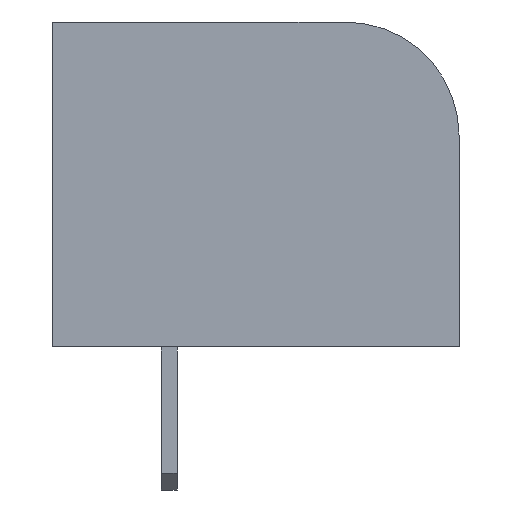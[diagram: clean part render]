
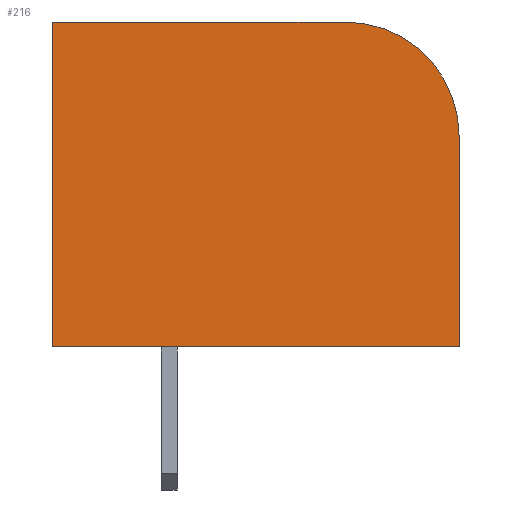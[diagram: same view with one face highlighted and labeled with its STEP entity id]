
A CAD part, left-side view. The second image highlights one B-rep face of the part: STEP entity #216.
In plain terms, the highlighted planar face has unit normal (-1, 0, 0).
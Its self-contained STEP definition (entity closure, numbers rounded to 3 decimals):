
#13=DIRECTION('',(0.,0.,1.));
#21=EDGE_CURVE('',#22,#24,#26,.T.);
#22=VERTEX_POINT('',#23);
#23=CARTESIAN_POINT('',(-5.5,-12.7,0.));
#24=VERTEX_POINT('',#25);
#25=CARTESIAN_POINT('',(-5.5,-12.7,9.2));
#26=LINE('',#23,#27);
#27=VECTOR('',#13,1.);
#34=DIRECTION('',(1.,0.,0.));
#216=ADVANCED_FACE('',(#217),#243,.F.);
#217=FACE_BOUND('',#218,.F.);
#218=EDGE_LOOP('',(#219,#220,#227,#232,#237));
#219=ORIENTED_EDGE('',*,*,#21,.F.);
#220=ORIENTED_EDGE('',*,*,#221,.F.);
#221=EDGE_CURVE('',#222,#22,#224,.T.);
#222=VERTEX_POINT('',#223);
#223=CARTESIAN_POINT('',(-5.5,5.1,0.));
#224=LINE('',#223,#225);
#225=VECTOR('',#226,1.);
#226=DIRECTION('',(0.,-1.,0.));
#227=ORIENTED_EDGE('',*,*,#228,.T.);
#228=EDGE_CURVE('',#222,#229,#231,.T.);
#229=VERTEX_POINT('',#230);
#230=CARTESIAN_POINT('',(-5.5,5.1,14.2));
#231=LINE('',#223,#27);
#232=ORIENTED_EDGE('',*,*,#233,.T.);
#233=EDGE_CURVE('',#229,#234,#236,.T.);
#234=VERTEX_POINT('',#235);
#235=CARTESIAN_POINT('',(-5.5,-7.7,14.2));
#236=LINE('',#230,#225);
#237=ORIENTED_EDGE('',*,*,#238,.F.);
#238=EDGE_CURVE('',#24,#234,#239,.T.);
#239=CIRCLE('',#240,5.);
#240=AXIS2_PLACEMENT_3D('',#241,#242,#13);
#241=CARTESIAN_POINT('',(-5.5,-7.7,9.2));
#242=DIRECTION('',(-1.,0.,0.));
#243=PLANE('',#244);
#244=AXIS2_PLACEMENT_3D('',#223,#34,#226);
